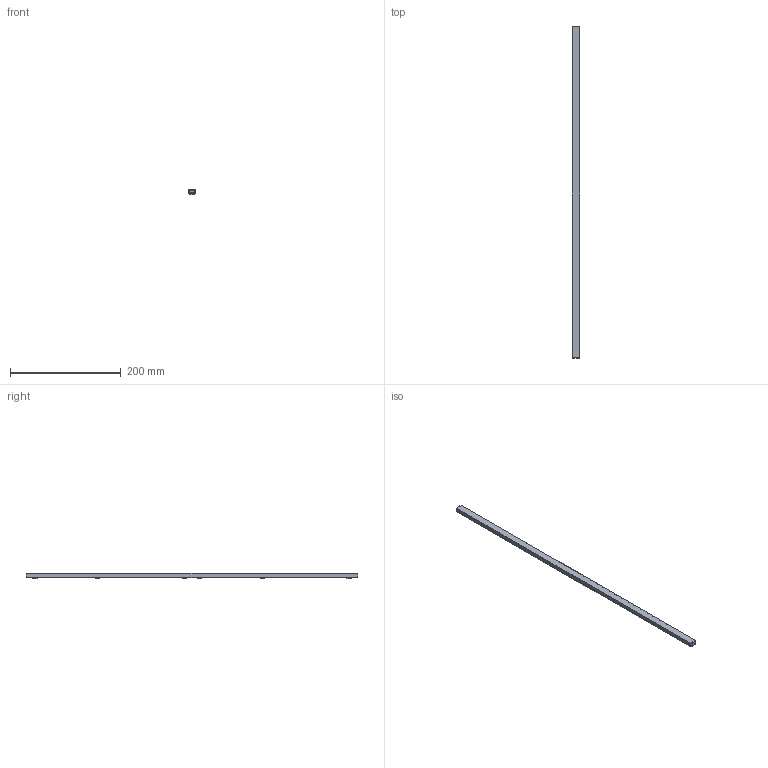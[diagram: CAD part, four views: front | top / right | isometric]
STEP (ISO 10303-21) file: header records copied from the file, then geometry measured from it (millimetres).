
FILE_DESCRIPTION(/* description */ ('This is a sample STEP configuration'),/* implementation_level */ '2;1');
FILE_NAME(/* name */ '708-003044xxxxxx SIMPLE.ipt_Rev_00.1.stp',/* time_stamp */ '2023-04-04T14:47:11+02:00',/* author */ ('powerJobs'),/* organization */ ('coolOrange'),/* preprocessor_version */ 'ST-DEVELOPER v19.2',/* originating_system */ 'Autodesk Inventor 2023',/* authorisation */ '');
FILE_SCHEMA (('AUTOMOTIVE_DESIGN { 1 0 10303 214 3 1 1 }'));
Products named in the file (1): ENG000026413
Bounding box: 13.2 x 599 x 9.27 mm (x, y, z)
Volume: 31137.4 mm3; surface area: 49532.3 mm2
Topology: 1 solids, 1 shells, 6748 faces, 19368 edges, 13012 vertices
Faces by surface type: plane 4744, cylinder 1572, sphere 356, bspline 48, torus 20, cone 8
Full cylindrical faces by diameter (mm): 0.9 x4, 1.48 x4, 1.8 x4, 2 x4
Entity records: 224223 total; most frequent: CARTESIAN_POINT 45661, ORIENTED_EDGE 38688, DIRECTION 34978, EDGE_CURVE 19344, LINE 15160, VECTOR 15160, VERTEX_POINT 13012, AXIS2_PLACEMENT_3D 9909
